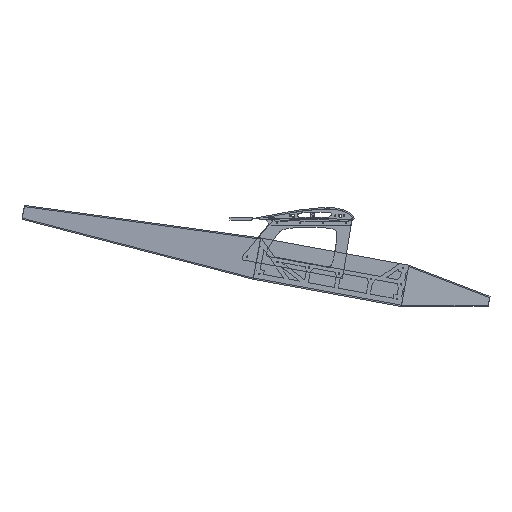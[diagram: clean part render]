
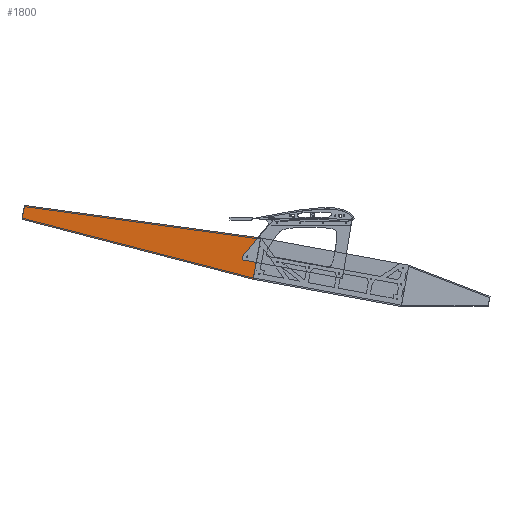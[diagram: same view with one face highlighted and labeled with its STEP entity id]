
A CAD part, front view. The second image highlights one B-rep face of the part: STEP entity #1800.
In plain terms, the highlighted face is planar.
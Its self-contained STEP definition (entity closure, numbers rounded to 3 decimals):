
#1800=ADVANCED_FACE('',(#5936),#5938,.T.);
#5936=FACE_BOUND('',#5937,.T.);
#5937=EDGE_LOOP('',(#10994,#10995,#10996,#10997));
#5938=PLANE('',#5939);
#5939=AXIS2_PLACEMENT_3D('',#5940,#5941,#5942);
#5940=CARTESIAN_POINT('',(0.,53.5,-3.5));
#5941=DIRECTION('',(0.053,0.999,0.));
#5942=DIRECTION('',(0.,0.,1.));
#10994=ORIENTED_EDGE('',*,*,#12562,.T.);
#10995=ORIENTED_EDGE('',*,*,#12563,.T.);
#10996=ORIENTED_EDGE('',*,*,#12564,.F.);
#10997=ORIENTED_EDGE('',*,*,#12565,.F.);
#12562=EDGE_CURVE('',#15145,#15146,#15147,.T.);
#12563=EDGE_CURVE('',#15146,#15148,#15149,.T.);
#12564=EDGE_CURVE('',#15150,#15148,#15151,.T.);
#12565=EDGE_CURVE('',#15145,#15150,#15152,.T.);
#15145=VERTEX_POINT('',#24122);
#15146=VERTEX_POINT('',#24123);
#15147=LINE('',#24124,#24125);
#15148=VERTEX_POINT('',#24127);
#15149=LINE('',#24128,#24129);
#15150=VERTEX_POINT('',#24131);
#15151=LINE('',#24132,#24133);
#15152=LINE('',#24135,#24136);
#24122=CARTESIAN_POINT('',(0.,53.5,-3.5));
#24123=CARTESIAN_POINT('',(0.,53.5,100.));
#24124=CARTESIAN_POINT('',(0.,53.5,-3.5));
#24125=VECTOR('',#24126,1.);
#24126=DIRECTION('',(0.,0.,1.));
#24127=CARTESIAN_POINT('',(585.,22.584,73.5));
#24128=CARTESIAN_POINT('',(0.,53.5,100.));
#24129=VECTOR('',#24130,1.);
#24130=DIRECTION('',(0.998,-0.053,-0.045));
#24131=CARTESIAN_POINT('',(585.,22.584,38.5));
#24132=CARTESIAN_POINT('',(585.,22.584,38.5));
#24133=VECTOR('',#24134,1.);
#24134=DIRECTION('',(0.,0.,1.));
#24135=CARTESIAN_POINT('',(0.,53.5,-3.5));
#24136=VECTOR('',#24137,1.);
#24137=DIRECTION('',(0.996,-0.053,0.072));
